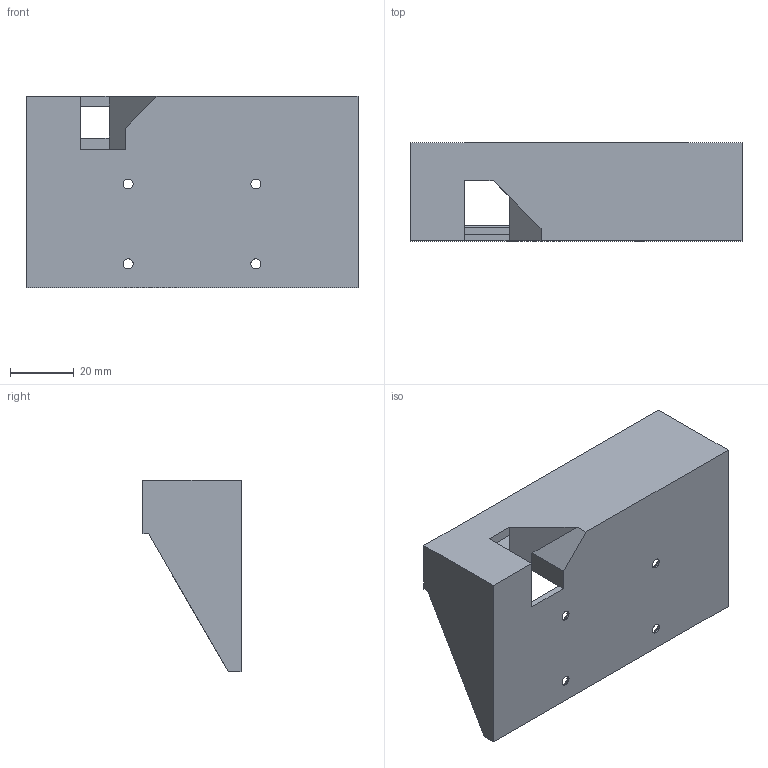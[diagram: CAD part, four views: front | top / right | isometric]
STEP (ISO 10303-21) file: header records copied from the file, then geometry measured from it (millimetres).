
FILE_DESCRIPTION(/* description */ ('Корпус дисплея'),/* implementation_level */ '2;1');
FILE_NAME(/* name */ 'UNIT_STANDALONE-FRONT-PANEL_ENCLOSURE.step',/* time_stamp */ '2025-09-24T19:42:03+03:00',/* author */ ('ruslanpavlucenko'),/* organization */ (''),/* preprocessor_version */ 'ST-DEVELOPER v19.2',/* originating_system */ 'Autodesk Inventor 2024',/* authorisation */ '');
FILE_SCHEMA (('AUTOMOTIVE_DESIGN { 1 0 10303 214 3 1 1 }'));
Length unit declared in the file: millimetre
Products named in the file (1): Деталь
Bounding box: 104 x 30.73 x 60 mm (x, y, z)
Volume: 53222.7 mm3; surface area: 25442.5 mm2
Topology: 1 solids, 1 shells, 56 faces, 148 edges, 96 vertices
Faces by surface type: plane 44, cylinder 8, cone 4
Full cylindrical faces by diameter (mm): 2.7 x4, 3.1 x4
Entity records: 1778 total; most frequent: CARTESIAN_POINT 301, ORIENTED_EDGE 296, DIRECTION 282, EDGE_CURVE 148, LINE 128, VECTOR 128, VERTEX_POINT 96, AXIS2_PLACEMENT_3D 77
